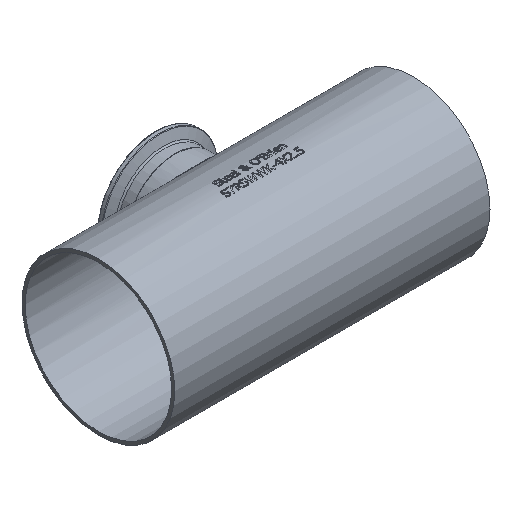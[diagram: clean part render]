
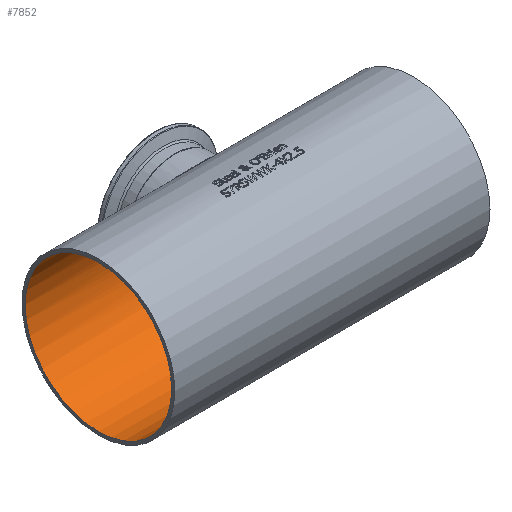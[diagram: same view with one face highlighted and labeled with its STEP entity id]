
A CAD part, isometric view. The second image highlights one B-rep face of the part: STEP entity #7852.
In plain terms, the highlighted cylindrical face has radius 48.692 mm (diameter 97.384 mm), a full revolution.
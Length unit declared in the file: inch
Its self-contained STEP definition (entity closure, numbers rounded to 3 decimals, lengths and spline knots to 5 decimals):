
#170=FACE_BOUND('',#1480,.T.);
#171=FACE_BOUND('',#1481,.T.);
#172=FACE_BOUND('',#1482,.T.);
#1480=EDGE_LOOP('',(#7304));
#1481=EDGE_LOOP('',(#7305));
#1482=EDGE_LOOP('',(#7306));
#2728=CIRCLE('',#8342,1.917);
#2729=CIRCLE('',#8343,1.917);
#3096=B_SPLINE_CURVE_WITH_KNOTS('',3,(#16958,#16959,#16960,#16961,#16962,
#16963,#16964,#16965,#16966,#16967,#16968,#16969,#16970,#16971,#16972,#16973,
#16974,#16975,#16976,#16977,#16978,#16979,#16980,#16981,#16982,#16983,#16984,
#16985,#16986,#16987,#16988,#16989,#16990,#16991,#16992,#16993,#16994,#16995,
#16996,#16997,#16998,#16999,#17000,#17001,#17002,#17003,#17004,#17005,#17006,
#17007,#17008,#17009,#17010,#17011,#17012,#17013,#17014,#17015,#17016,#17017,
#17018,#17019,#17020,#17021,#17022,#17023),.UNSPECIFIED.,.T.,.F.,(4,2,2,
2,2,2,2,2,2,2,2,2,2,2,2,2,2,2,2,2,2,2,2,2,2,2,2,2,2,2,2,2,4),(0.,0.58844,
1.17688,1.76532,2.35376,2.9378,3.52184,
4.10588,4.68992,5.27396,5.858,6.44204,
7.02608,7.61452,8.20296,8.7914,9.37985,
9.96829,10.55673,11.14517,11.73361,12.31765,
12.90169,13.48573,14.06977,14.65381,15.23785,
15.82189,16.40593,16.99437,17.58281,18.17125,
18.75969),.UNSPECIFIED.);
#3866=VERTEX_POINT('',#16957);
#3868=VERTEX_POINT('',#17028);
#3869=VERTEX_POINT('',#17030);
#5013=EDGE_CURVE('',#3866,#3866,#3096,.T.);
#5015=EDGE_CURVE('',#3868,#3868,#2728,.T.);
#5016=EDGE_CURVE('',#3869,#3869,#2729,.T.);
#7304=ORIENTED_EDGE('',*,*,#5013,.F.);
#7305=ORIENTED_EDGE('',*,*,#5015,.T.);
#7306=ORIENTED_EDGE('',*,*,#5016,.F.);
#7354=CYLINDRICAL_SURFACE('',#8341,1.917);
#7852=ADVANCED_FACE('',(#170,#171,#172),#7354,.F.);
#8341=AXIS2_PLACEMENT_3D('',#17027,#9859,#9860);
#8342=AXIS2_PLACEMENT_3D('',#17029,#9861,#9862);
#8343=AXIS2_PLACEMENT_3D('',#17031,#9863,#9864);
#9859=DIRECTION('center_axis',(1.,0.,0.));
#9860=DIRECTION('ref_axis',(0.,0.,-1.));
#9861=DIRECTION('center_axis',(1.,0.,0.));
#9862=DIRECTION('ref_axis',(0.,0.,-1.));
#9863=DIRECTION('center_axis',(1.,0.,0.));
#9864=DIRECTION('ref_axis',(0.,0.,-1.));
#16957=CARTESIAN_POINT('',(4.125,1.50687,-1.185));
#16958=CARTESIAN_POINT('Ctrl Pts',(4.125,1.50687,-1.185));
#16959=CARTESIAN_POINT('Ctrl Pts',(4.20222,1.50687,-1.185));
#16960=CARTESIAN_POINT('Ctrl Pts',(4.28099,1.51299,-1.17734));
#16961=CARTESIAN_POINT('Ctrl Pts',(4.43588,1.5367,-1.14622));
#16962=CARTESIAN_POINT('Ctrl Pts',(4.51203,1.55424,-1.12277));
#16963=CARTESIAN_POINT('Ctrl Pts',(4.65693,1.5965,-1.06182));
#16964=CARTESIAN_POINT('Ctrl Pts',(4.72585,1.6212,-1.02426));
#16965=CARTESIAN_POINT('Ctrl Pts',(4.85302,1.67251,-0.93814));
#16966=CARTESIAN_POINT('Ctrl Pts',(4.91128,1.69908,-0.88956));
#16967=CARTESIAN_POINT('Ctrl Pts',(5.01418,1.74908,-0.78667));
#16968=CARTESIAN_POINT('Ctrl Pts',(5.06269,1.77443,-0.72861));
#16969=CARTESIAN_POINT('Ctrl Pts',(5.14895,1.82149,-0.60139));
#16970=CARTESIAN_POINT('Ctrl Pts',(5.18669,1.84316,-0.53222));
#16971=CARTESIAN_POINT('Ctrl Pts',(5.24789,1.87908,-0.38675));
#16972=CARTESIAN_POINT('Ctrl Pts',(5.27138,1.89333,-0.3103));
#16973=CARTESIAN_POINT('Ctrl Pts',(5.30244,1.9123,-0.15525));
#16974=CARTESIAN_POINT('Ctrl Pts',(5.31,1.917,-0.07665));
#16975=CARTESIAN_POINT('Ctrl Pts',(5.31,1.917,0.07665));
#16976=CARTESIAN_POINT('Ctrl Pts',(5.30244,1.9123,0.15525));
#16977=CARTESIAN_POINT('Ctrl Pts',(5.27138,1.89333,0.3103));
#16978=CARTESIAN_POINT('Ctrl Pts',(5.24789,1.87908,0.38675));
#16979=CARTESIAN_POINT('Ctrl Pts',(5.18669,1.84316,0.53222));
#16980=CARTESIAN_POINT('Ctrl Pts',(5.14895,1.82149,0.60139));
#16981=CARTESIAN_POINT('Ctrl Pts',(5.06269,1.77443,0.72861));
#16982=CARTESIAN_POINT('Ctrl Pts',(5.01418,1.74908,0.78667));
#16983=CARTESIAN_POINT('Ctrl Pts',(4.91128,1.69908,0.88956));
#16984=CARTESIAN_POINT('Ctrl Pts',(4.85302,1.67251,0.93814));
#16985=CARTESIAN_POINT('Ctrl Pts',(4.72585,1.6212,1.02426));
#16986=CARTESIAN_POINT('Ctrl Pts',(4.65693,1.5965,1.06182));
#16987=CARTESIAN_POINT('Ctrl Pts',(4.51203,1.55424,1.12277));
#16988=CARTESIAN_POINT('Ctrl Pts',(4.43588,1.5367,1.14622));
#16989=CARTESIAN_POINT('Ctrl Pts',(4.28099,1.51299,1.17734));
#16990=CARTESIAN_POINT('Ctrl Pts',(4.20222,1.50687,1.185));
#16991=CARTESIAN_POINT('Ctrl Pts',(4.04778,1.50687,1.185));
#16992=CARTESIAN_POINT('Ctrl Pts',(3.96901,1.51299,1.17734));
#16993=CARTESIAN_POINT('Ctrl Pts',(3.81412,1.5367,1.14622));
#16994=CARTESIAN_POINT('Ctrl Pts',(3.73797,1.55424,1.12277));
#16995=CARTESIAN_POINT('Ctrl Pts',(3.59307,1.5965,1.06182));
#16996=CARTESIAN_POINT('Ctrl Pts',(3.52415,1.6212,1.02426));
#16997=CARTESIAN_POINT('Ctrl Pts',(3.39698,1.67251,0.93814));
#16998=CARTESIAN_POINT('Ctrl Pts',(3.33872,1.69908,0.88956));
#16999=CARTESIAN_POINT('Ctrl Pts',(3.23582,1.74908,0.78667));
#17000=CARTESIAN_POINT('Ctrl Pts',(3.18731,1.77443,0.72861));
#17001=CARTESIAN_POINT('Ctrl Pts',(3.10105,1.82149,0.60139));
#17002=CARTESIAN_POINT('Ctrl Pts',(3.06331,1.84316,0.53222));
#17003=CARTESIAN_POINT('Ctrl Pts',(3.00211,1.87908,0.38675));
#17004=CARTESIAN_POINT('Ctrl Pts',(2.97862,1.89333,0.3103));
#17005=CARTESIAN_POINT('Ctrl Pts',(2.94756,1.9123,0.15525));
#17006=CARTESIAN_POINT('Ctrl Pts',(2.94,1.917,0.07665));
#17007=CARTESIAN_POINT('Ctrl Pts',(2.94,1.917,-0.07665));
#17008=CARTESIAN_POINT('Ctrl Pts',(2.94756,1.9123,-0.15525));
#17009=CARTESIAN_POINT('Ctrl Pts',(2.97862,1.89333,-0.3103));
#17010=CARTESIAN_POINT('Ctrl Pts',(3.00211,1.87908,-0.38675));
#17011=CARTESIAN_POINT('Ctrl Pts',(3.06331,1.84316,-0.53222));
#17012=CARTESIAN_POINT('Ctrl Pts',(3.10105,1.82149,-0.60139));
#17013=CARTESIAN_POINT('Ctrl Pts',(3.18731,1.77443,-0.72861));
#17014=CARTESIAN_POINT('Ctrl Pts',(3.23582,1.74908,-0.78667));
#17015=CARTESIAN_POINT('Ctrl Pts',(3.33872,1.69908,-0.88956));
#17016=CARTESIAN_POINT('Ctrl Pts',(3.39698,1.67251,-0.93814));
#17017=CARTESIAN_POINT('Ctrl Pts',(3.52415,1.6212,-1.02426));
#17018=CARTESIAN_POINT('Ctrl Pts',(3.59307,1.5965,-1.06182));
#17019=CARTESIAN_POINT('Ctrl Pts',(3.73797,1.55424,-1.12277));
#17020=CARTESIAN_POINT('Ctrl Pts',(3.81412,1.5367,-1.14622));
#17021=CARTESIAN_POINT('Ctrl Pts',(3.96901,1.51299,-1.17734));
#17022=CARTESIAN_POINT('Ctrl Pts',(4.04778,1.50687,-1.185));
#17023=CARTESIAN_POINT('Ctrl Pts',(4.125,1.50687,-1.185));
#17027=CARTESIAN_POINT('Origin',(4.125,0.,0.));
#17028=CARTESIAN_POINT('',(8.25,0.,-1.917));
#17029=CARTESIAN_POINT('Origin',(8.25,0.,0.));
#17030=CARTESIAN_POINT('',(0.,0.,-1.917));
#17031=CARTESIAN_POINT('Origin',(0.,0.,0.));
